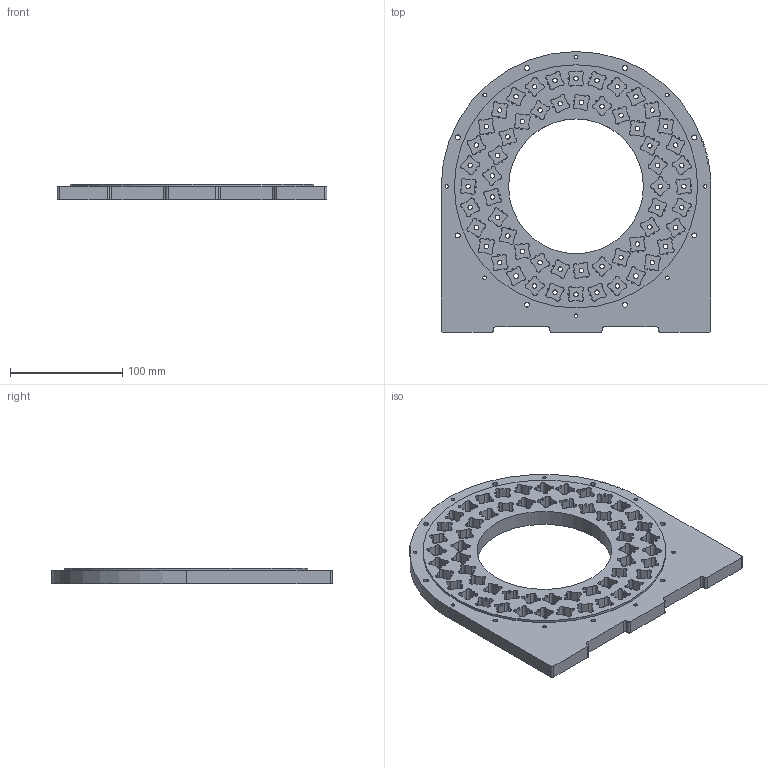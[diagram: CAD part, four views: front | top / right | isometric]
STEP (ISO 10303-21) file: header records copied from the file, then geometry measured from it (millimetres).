
FILE_DESCRIPTION(/* description */ ('STEP AP214'),/* implementation_level */ '2;1');
FILE_NAME(/* name */ 'Ring_4.stp',/* time_stamp */ '2024-10-29T21:39:34-03:00',/* author */ ('Carla Fernandez'),/* organization */ (''),/* preprocessor_version */ 'ST-DEVELOPER v20',/* originating_system */ 'Autodesk Inventor 2024',/* authorisation */ '');
FILE_SCHEMA (('AUTOMOTIVE_DESIGN { 1 0 10303 214 3 1 1 }'));
Length unit declared in the file: millimetre
Products named in the file (1): Ring_4
Bounding box: 240 x 250 x 14 mm (x, y, z)
Volume: 444699.7 mm3; surface area: 138718.1 mm2
Topology: 1 solids, 1 shells, 737 faces, 2031 edges, 1354 vertices
Faces by surface type: cylinder 381, plane 356
Full cylindrical faces by diameter (mm): 3.2 x8, 4 x57, 4.3 x8, 120 x1, 216.5 x1
Entity records: 24046 total; most frequent: DIRECTION 4269, CARTESIAN_POINT 4123, ORIENTED_EDGE 4062, EDGE_CURVE 2031, AXIS2_PLACEMENT_3D 1500, VERTEX_POINT 1354, LINE 1269, VECTOR 1269
